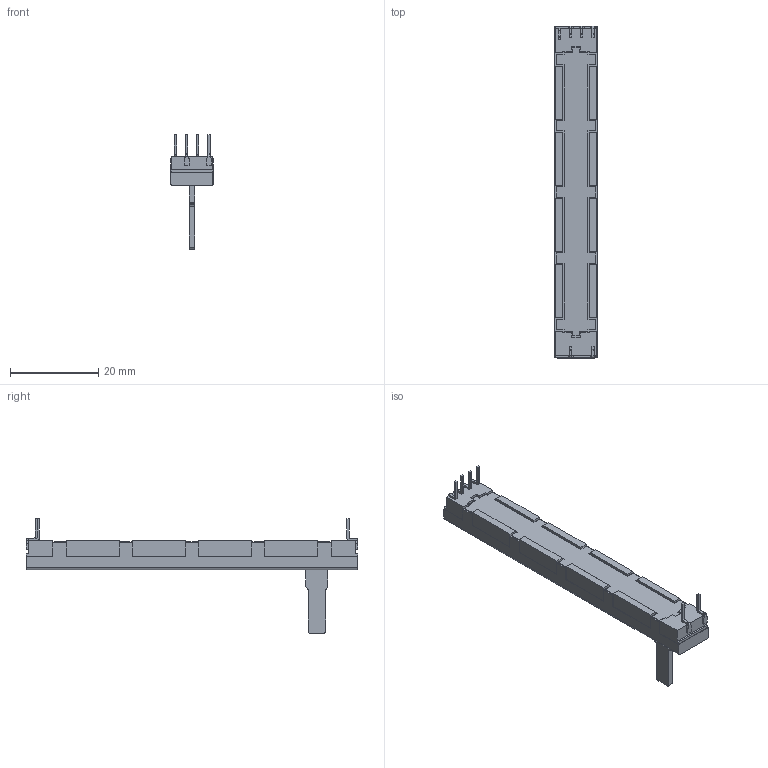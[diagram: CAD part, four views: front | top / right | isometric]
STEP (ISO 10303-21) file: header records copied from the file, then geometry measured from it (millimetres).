
FILE_DESCRIPTION(/* description */ (''),/* implementation_level */ '2;1');
FILE_NAME(/* name */ 'Slide Pot v4.step',/* time_stamp */ '2021-03-01T23:18:00-03:00',/* author */ (''),/* organization */ (''),/* preprocessor_version */ 'ST-DEVELOPER v18.1',/* originating_system */ 'Autodesk Translation Framework v9.7.1.1290',/* authorisation */ '');
FILE_SCHEMA (('AUTOMOTIVE_DESIGN { 1 0 10303 214 3 1 1 }'));
Length unit declared in the file: millimetre
Products named in the file (3): Slide Pot; Slide Por - Slider; Slide Pot - Pins
Assembly tree (7 placements, depth 2):
  Slide Pot
    Slide Por - Slider
    Slide Pot - Pins  x6
Bounding box: 9.6 x 75.4 x 26.1 mm (x, y, z)
Volume: 4600.8 mm3; surface area: 3002.9 mm2
Topology: 8 solids, 8 shells, 298 faces, 799 edges, 521 vertices
Faces by surface type: plane 252, cylinder 46
Full cylindrical faces by diameter (mm): 1.221 x2
Entity records: 6623 total; most frequent: CARTESIAN_POINT 1159, ORIENTED_EDGE 1138, DIRECTION 1040, EDGE_CURVE 569, LINE 536, VECTOR 536, VERTEX_POINT 371, AXIS2_PLACEMENT_3D 252
